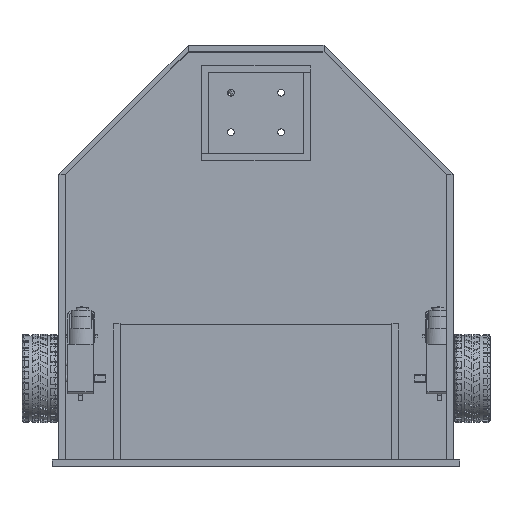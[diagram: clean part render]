
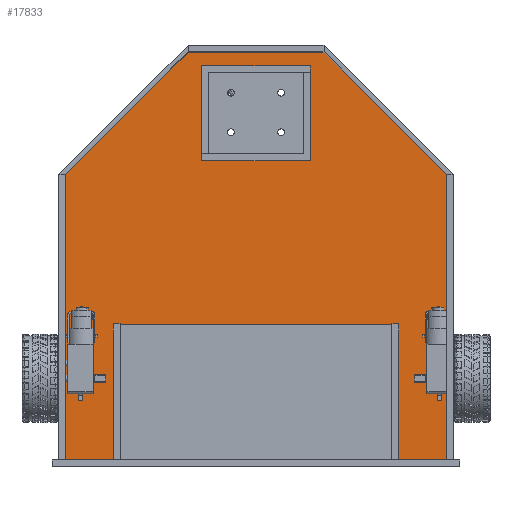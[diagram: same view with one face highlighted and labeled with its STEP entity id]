
A CAD part, top view. The second image highlights one B-rep face of the part: STEP entity #17833.
In plain terms, the highlighted planar face has unit normal (0, 0, 1).
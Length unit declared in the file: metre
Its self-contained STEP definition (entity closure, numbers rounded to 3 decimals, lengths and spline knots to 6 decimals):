
#831=PLANE('',#20700);
#2739=LINE('',#32169,#4042);
#2740=LINE('',#32172,#4043);
#2741=LINE('',#32174,#4044);
#2742=LINE('',#32176,#4045);
#2743=LINE('',#32178,#4046);
#2744=LINE('',#32180,#4047);
#2745=LINE('',#32181,#4048);
#2746=LINE('',#32184,#4049);
#2747=LINE('',#32186,#4050);
#2748=LINE('',#32188,#4051);
#4042=VECTOR('',#25962,1.);
#4043=VECTOR('',#25963,1.);
#4044=VECTOR('',#25964,1.);
#4045=VECTOR('',#25965,1.);
#4046=VECTOR('',#25966,1.);
#4047=VECTOR('',#25967,1.);
#4048=VECTOR('',#25968,1.);
#4049=VECTOR('',#25969,1.);
#4050=VECTOR('',#25970,1.);
#4051=VECTOR('',#25971,1.);
#9088=ORIENTED_EDGE('',*,*,#11656,.F.);
#9089=ORIENTED_EDGE('',*,*,#11657,.T.);
#9090=ORIENTED_EDGE('',*,*,#11658,.T.);
#9091=ORIENTED_EDGE('',*,*,#11659,.F.);
#9092=ORIENTED_EDGE('',*,*,#11660,.F.);
#9093=ORIENTED_EDGE('',*,*,#11661,.T.);
#9094=ORIENTED_EDGE('',*,*,#11662,.T.);
#9095=ORIENTED_EDGE('',*,*,#11663,.T.);
#9096=ORIENTED_EDGE('',*,*,#11664,.F.);
#9097=ORIENTED_EDGE('',*,*,#11665,.F.);
#11656=EDGE_CURVE('',#13404,#13405,#2739,.T.);
#11657=EDGE_CURVE('',#13404,#13406,#2740,.T.);
#11658=EDGE_CURVE('',#13406,#13407,#2741,.T.);
#11659=EDGE_CURVE('',#13408,#13407,#2742,.T.);
#11660=EDGE_CURVE('',#13409,#13408,#2743,.T.);
#11661=EDGE_CURVE('',#13409,#13405,#2744,.T.);
#11662=EDGE_CURVE('',#13410,#13411,#2745,.T.);
#11663=EDGE_CURVE('',#13411,#13412,#2746,.T.);
#11664=EDGE_CURVE('',#13413,#13412,#2747,.T.);
#11665=EDGE_CURVE('',#13410,#13413,#2748,.T.);
#13404=VERTEX_POINT('',#32170);
#13405=VERTEX_POINT('',#32171);
#13406=VERTEX_POINT('',#32173);
#13407=VERTEX_POINT('',#32175);
#13408=VERTEX_POINT('',#32177);
#13409=VERTEX_POINT('',#32179);
#13410=VERTEX_POINT('',#32182);
#13411=VERTEX_POINT('',#32183);
#13412=VERTEX_POINT('',#32185);
#13413=VERTEX_POINT('',#32187);
#15401=EDGE_LOOP('',(#9088,#9089,#9090,#9091,#9092,#9093));
#15402=EDGE_LOOP('',(#9094,#9095,#9096,#9097));
#16593=FACE_BOUND('',#15401,.T.);
#16594=FACE_BOUND('',#15402,.T.);
#17833=ADVANCED_FACE('',(#16593,#16594),#831,.T.);
#20700=AXIS2_PLACEMENT_3D('',#32168,#25960,#25961);
#25960=DIRECTION('',(0.,0.,1.));
#25961=DIRECTION('',(1.,0.,0.));
#25962=DIRECTION('',(0.,1.,0.));
#25963=DIRECTION('',(1.,0.,0.));
#25964=DIRECTION('',(0.,1.,0.));
#25965=DIRECTION('',(0.707,-0.707,0.));
#25966=DIRECTION('',(1.,0.,0.));
#25967=DIRECTION('',(-0.707,-0.707,0.));
#25968=DIRECTION('',(0.,1.,0.));
#25969=DIRECTION('',(1.,0.,0.));
#25970=DIRECTION('',(0.,1.,0.));
#25971=DIRECTION('',(1.,0.,0.));
#32168=CARTESIAN_POINT('',(0.00397,0.057192,0.01));
#32169=CARTESIAN_POINT('',(-0.13603,0.012192,0.01));
#32170=CARTESIAN_POINT('',(-0.13603,-0.092808,0.01));
#32171=CARTESIAN_POINT('',(-0.13603,0.117192,0.01));
#32172=CARTESIAN_POINT('',(0.00397,-0.092808,0.01));
#32173=CARTESIAN_POINT('',(0.14397,-0.092808,0.01));
#32174=CARTESIAN_POINT('',(0.14397,0.012192,0.01));
#32175=CARTESIAN_POINT('',(0.14397,0.117192,0.01));
#32176=CARTESIAN_POINT('',(0.09897,0.162192,0.01));
#32177=CARTESIAN_POINT('',(0.05397,0.207192,0.01));
#32178=CARTESIAN_POINT('',(0.00397,0.207192,0.01));
#32179=CARTESIAN_POINT('',(-0.04603,0.207192,0.01));
#32180=CARTESIAN_POINT('',(-0.09103,0.162192,0.01));
#32181=CARTESIAN_POINT('',(-0.03103,0.057192,0.01));
#32182=CARTESIAN_POINT('',(-0.03103,0.132192,0.01));
#32183=CARTESIAN_POINT('',(-0.03103,0.192192,0.01));
#32184=CARTESIAN_POINT('',(0.00397,0.192192,0.01));
#32185=CARTESIAN_POINT('',(0.03897,0.192192,0.01));
#32186=CARTESIAN_POINT('',(0.03897,0.057192,0.01));
#32187=CARTESIAN_POINT('',(0.03897,0.132192,0.01));
#32188=CARTESIAN_POINT('',(0.00397,0.132192,0.01));
